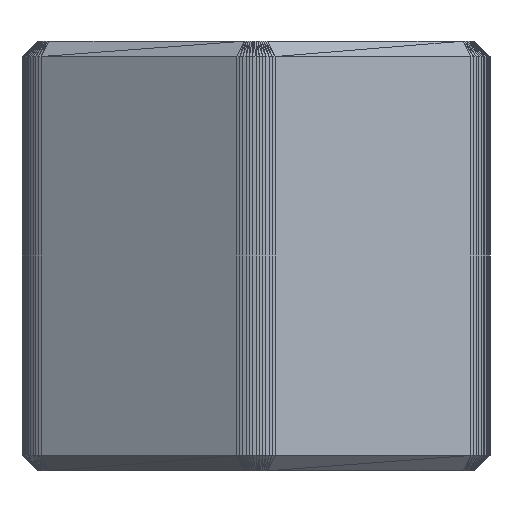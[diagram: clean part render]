
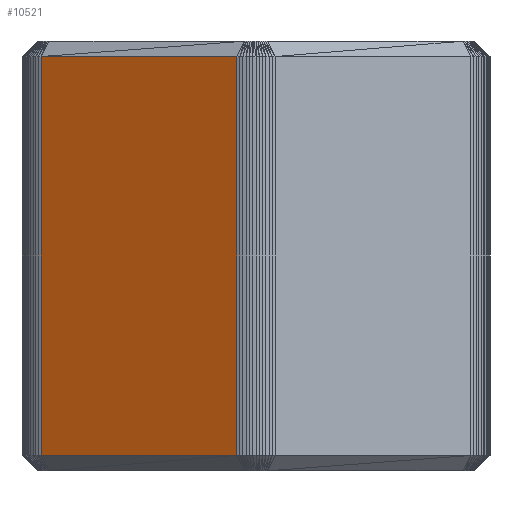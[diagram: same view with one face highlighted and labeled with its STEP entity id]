
A CAD part, left-side view. The second image highlights one B-rep face of the part: STEP entity #10521.
In plain terms, the highlighted planar face has unit normal (-0.866, 0.5, 0).
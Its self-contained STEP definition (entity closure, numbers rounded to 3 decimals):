
#3599 = VERTEX_POINT('',#3600);
#3600 = CARTESIAN_POINT('',(118.245,125.5,0.4));
#3642 = EDGE_CURVE('',#3599,#3643,#3645,.T.);
#3643 = VERTEX_POINT('',#3644);
#3644 = CARTESIAN_POINT('',(121.189,130.6,
    0.4));
#3645 = LINE('',#3646,#3647);
#3646 = CARTESIAN_POINT('',(118.245,125.5,0.4));
#3647 = VECTOR('',#3648,1.);
#3648 = DIRECTION('',(0.5,0.866,0.));
#7169 = EDGE_CURVE('',#7170,#7172,#7174,.T.);
#7170 = VERTEX_POINT('',#7171);
#7171 = CARTESIAN_POINT('',(118.245,125.5,10.8));
#7172 = VERTEX_POINT('',#7173);
#7173 = CARTESIAN_POINT('',(121.189,130.6,
    10.8));
#7174 = LINE('',#7175,#7176);
#7175 = CARTESIAN_POINT('',(118.245,125.5,10.8));
#7176 = VECTOR('',#7177,1.);
#7177 = DIRECTION('',(0.5,0.866,0.));
#10492 = EDGE_CURVE('',#7172,#3643,#10493,.T.);
#10493 = LINE('',#10494,#10495);
#10494 = CARTESIAN_POINT('',(121.189,130.6,
    10.8));
#10495 = VECTOR('',#10496,1.);
#10496 = DIRECTION('',(0.,0.,-1.));
#10521 = ADVANCED_FACE('',(#10522),#10533,.T.);
#10522 = FACE_BOUND('',#10523,.T.);
#10523 = EDGE_LOOP('',(#10524,#10525,#10531,#10532));
#10524 = ORIENTED_EDGE('',*,*,#3642,.F.);
#10525 = ORIENTED_EDGE('',*,*,#10526,.T.);
#10526 = EDGE_CURVE('',#3599,#7170,#10527,.T.);
#10527 = LINE('',#10528,#10529);
#10528 = CARTESIAN_POINT('',(118.245,125.5,0.4));
#10529 = VECTOR('',#10530,1.);
#10530 = DIRECTION('',(0.,0.,1.));
#10531 = ORIENTED_EDGE('',*,*,#7169,.T.);
#10532 = ORIENTED_EDGE('',*,*,#10492,.T.);
#10533 = PLANE('',#10534);
#10534 = AXIS2_PLACEMENT_3D('',#10535,#10536,#10537);
#10535 = CARTESIAN_POINT('',(119.717,128.05,
    5.6));
#10536 = DIRECTION('',(-0.866,0.5,0.));
#10537 = DIRECTION('',(-0.5,-0.866,0.));
